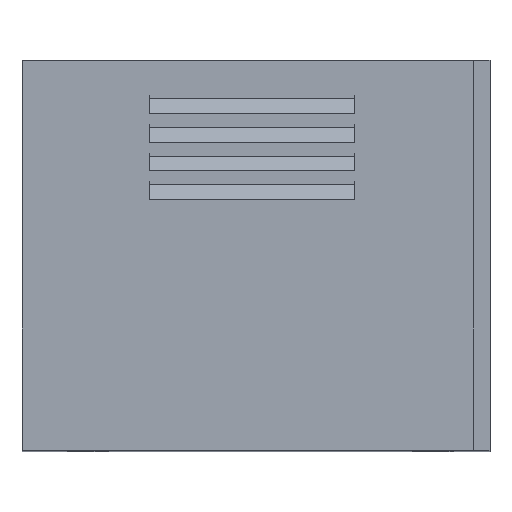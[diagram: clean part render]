
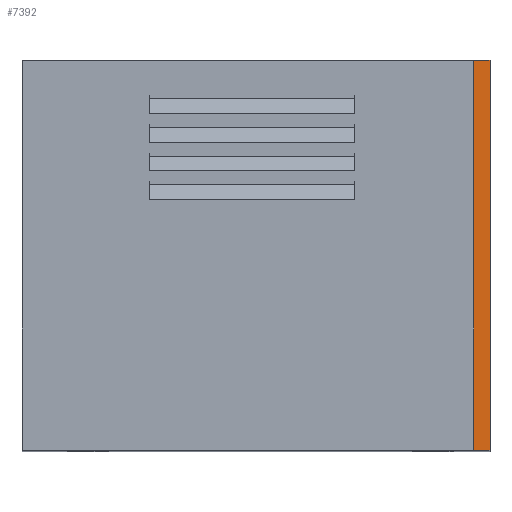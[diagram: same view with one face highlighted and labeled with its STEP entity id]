
A CAD part, top view. The second image highlights one B-rep face of the part: STEP entity #7392.
In plain terms, the highlighted planar face has unit normal (0, 0, 1).
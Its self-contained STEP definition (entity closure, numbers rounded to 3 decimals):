
#439 = PLANE('',#440);
#440 = AXIS2_PLACEMENT_3D('',#441,#442,#443);
#441 = CARTESIAN_POINT('',(0.,-55.,96.));
#442 = DIRECTION('',(0.,0.,-1.));
#443 = DIRECTION('',(0.,1.,0.));
#1463 = VERTEX_POINT('',#1464);
#1464 = CARTESIAN_POINT('',(0.,40.,96.));
#1523 = PLANE('',#1524);
#1524 = AXIS2_PLACEMENT_3D('',#1525,#1526,#1527);
#1525 = CARTESIAN_POINT('',(0.,40.,-96.));
#1526 = DIRECTION('',(0.,-1.,0.));
#1527 = DIRECTION('',(0.,0.,1.));
#1735 = VERTEX_POINT('',#1736);
#1736 = CARTESIAN_POINT('',(0.,-55.,96.));
#1771 = PLANE('',#1772);
#1772 = AXIS2_PLACEMENT_3D('',#1773,#1774,#1775);
#1773 = CARTESIAN_POINT('',(0.,-55.,96.));
#1774 = DIRECTION('',(0.,1.,0.));
#1775 = DIRECTION('',(0.,0.,-1.));
#2929 = EDGE_CURVE('',#1463,#1735,#2930,.T.);
#2930 = SURFACE_CURVE('',#2931,(#2935,#2942),.PCURVE_S1.);
#2931 = LINE('',#2932,#2933);
#2932 = CARTESIAN_POINT('',(0.,40.,96.));
#2933 = VECTOR('',#2934,1.);
#2934 = DIRECTION('',(0.,-1.,0.));
#2935 = PCURVE('',#439,#2936);
#2936 = DEFINITIONAL_REPRESENTATION('',(#2937),#2941);
#2937 = LINE('',#2938,#2939);
#2938 = CARTESIAN_POINT('',(95.,0.));
#2939 = VECTOR('',#2940,1.);
#2940 = DIRECTION('',(-1.,0.));
#2941 = ( GEOMETRIC_REPRESENTATION_CONTEXT(2) 
PARAMETRIC_REPRESENTATION_CONTEXT() REPRESENTATION_CONTEXT('2D SPACE',''
  ) );
#2942 = PCURVE('',#2943,#2948);
#2943 = PLANE('',#2944);
#2944 = AXIS2_PLACEMENT_3D('',#2945,#2946,#2947);
#2945 = CARTESIAN_POINT('',(0.,40.,96.));
#2946 = DIRECTION('',(0.,0.,-1.));
#2947 = DIRECTION('',(0.,-1.,0.));
#2948 = DEFINITIONAL_REPRESENTATION('',(#2949),#2953);
#2949 = LINE('',#2950,#2951);
#2950 = CARTESIAN_POINT('',(0.,0.));
#2951 = VECTOR('',#2952,1.);
#2952 = DIRECTION('',(1.,0.));
#2953 = ( GEOMETRIC_REPRESENTATION_CONTEXT(2) 
PARAMETRIC_REPRESENTATION_CONTEXT() REPRESENTATION_CONTEXT('2D SPACE',''
  ) );
#6058 = VERTEX_POINT('',#6059);
#6059 = CARTESIAN_POINT('',(4.,40.,96.));
#6073 = PLANE('',#6074);
#6074 = AXIS2_PLACEMENT_3D('',#6075,#6076,#6077);
#6075 = CARTESIAN_POINT('',(4.,-6.562,15.108));
#6076 = DIRECTION('',(1.,0.,0.));
#6077 = DIRECTION('',(0.,0.,1.));
#6085 = EDGE_CURVE('',#1463,#6058,#6086,.T.);
#6086 = SURFACE_CURVE('',#6087,(#6091,#6098),.PCURVE_S1.);
#6087 = LINE('',#6088,#6089);
#6088 = CARTESIAN_POINT('',(0.,40.,96.));
#6089 = VECTOR('',#6090,1.);
#6090 = DIRECTION('',(1.,0.,0.));
#6091 = PCURVE('',#1523,#6092);
#6092 = DEFINITIONAL_REPRESENTATION('',(#6093),#6097);
#6093 = LINE('',#6094,#6095);
#6094 = CARTESIAN_POINT('',(192.,0.));
#6095 = VECTOR('',#6096,1.);
#6096 = DIRECTION('',(0.,-1.));
#6097 = ( GEOMETRIC_REPRESENTATION_CONTEXT(2) 
PARAMETRIC_REPRESENTATION_CONTEXT() REPRESENTATION_CONTEXT('2D SPACE',''
  ) );
#6098 = PCURVE('',#2943,#6099);
#6099 = DEFINITIONAL_REPRESENTATION('',(#6100),#6104);
#6100 = LINE('',#6101,#6102);
#6101 = CARTESIAN_POINT('',(0.,0.));
#6102 = VECTOR('',#6103,1.);
#6103 = DIRECTION('',(0.,-1.));
#6104 = ( GEOMETRIC_REPRESENTATION_CONTEXT(2) 
PARAMETRIC_REPRESENTATION_CONTEXT() REPRESENTATION_CONTEXT('2D SPACE',''
  ) );
#6267 = EDGE_CURVE('',#1735,#6268,#6270,.T.);
#6268 = VERTEX_POINT('',#6269);
#6269 = CARTESIAN_POINT('',(4.,-55.,96.));
#6270 = SURFACE_CURVE('',#6271,(#6275,#6282),.PCURVE_S1.);
#6271 = LINE('',#6272,#6273);
#6272 = CARTESIAN_POINT('',(0.,-55.,96.));
#6273 = VECTOR('',#6274,1.);
#6274 = DIRECTION('',(1.,0.,0.));
#6275 = PCURVE('',#1771,#6276);
#6276 = DEFINITIONAL_REPRESENTATION('',(#6277),#6281);
#6277 = LINE('',#6278,#6279);
#6278 = CARTESIAN_POINT('',(0.,0.));
#6279 = VECTOR('',#6280,1.);
#6280 = DIRECTION('',(0.,-1.));
#6281 = ( GEOMETRIC_REPRESENTATION_CONTEXT(2) 
PARAMETRIC_REPRESENTATION_CONTEXT() REPRESENTATION_CONTEXT('2D SPACE',''
  ) );
#6282 = PCURVE('',#2943,#6283);
#6283 = DEFINITIONAL_REPRESENTATION('',(#6284),#6288);
#6284 = LINE('',#6285,#6286);
#6285 = CARTESIAN_POINT('',(95.,0.));
#6286 = VECTOR('',#6287,1.);
#6287 = DIRECTION('',(0.,-1.));
#6288 = ( GEOMETRIC_REPRESENTATION_CONTEXT(2) 
PARAMETRIC_REPRESENTATION_CONTEXT() REPRESENTATION_CONTEXT('2D SPACE',''
  ) );
#7392 = ADVANCED_FACE('',(#7393),#2943,.F.);
#7393 = FACE_BOUND('',#7394,.F.);
#7394 = EDGE_LOOP('',(#7395,#7396,#7417,#7418));
#7395 = ORIENTED_EDGE('',*,*,#6085,.T.);
#7396 = ORIENTED_EDGE('',*,*,#7397,.T.);
#7397 = EDGE_CURVE('',#6058,#6268,#7398,.T.);
#7398 = SURFACE_CURVE('',#7399,(#7403,#7410),.PCURVE_S1.);
#7399 = LINE('',#7400,#7401);
#7400 = CARTESIAN_POINT('',(4.,40.,96.));
#7401 = VECTOR('',#7402,1.);
#7402 = DIRECTION('',(0.,-1.,0.));
#7403 = PCURVE('',#2943,#7404);
#7404 = DEFINITIONAL_REPRESENTATION('',(#7405),#7409);
#7405 = LINE('',#7406,#7407);
#7406 = CARTESIAN_POINT('',(0.,-4.));
#7407 = VECTOR('',#7408,1.);
#7408 = DIRECTION('',(1.,0.));
#7409 = ( GEOMETRIC_REPRESENTATION_CONTEXT(2) 
PARAMETRIC_REPRESENTATION_CONTEXT() REPRESENTATION_CONTEXT('2D SPACE',''
  ) );
#7410 = PCURVE('',#6073,#7411);
#7411 = DEFINITIONAL_REPRESENTATION('',(#7412),#7416);
#7412 = LINE('',#7413,#7414);
#7413 = CARTESIAN_POINT('',(80.892,-46.562));
#7414 = VECTOR('',#7415,1.);
#7415 = DIRECTION('',(0.,1.));
#7416 = ( GEOMETRIC_REPRESENTATION_CONTEXT(2) 
PARAMETRIC_REPRESENTATION_CONTEXT() REPRESENTATION_CONTEXT('2D SPACE',''
  ) );
#7417 = ORIENTED_EDGE('',*,*,#6267,.F.);
#7418 = ORIENTED_EDGE('',*,*,#2929,.F.);
